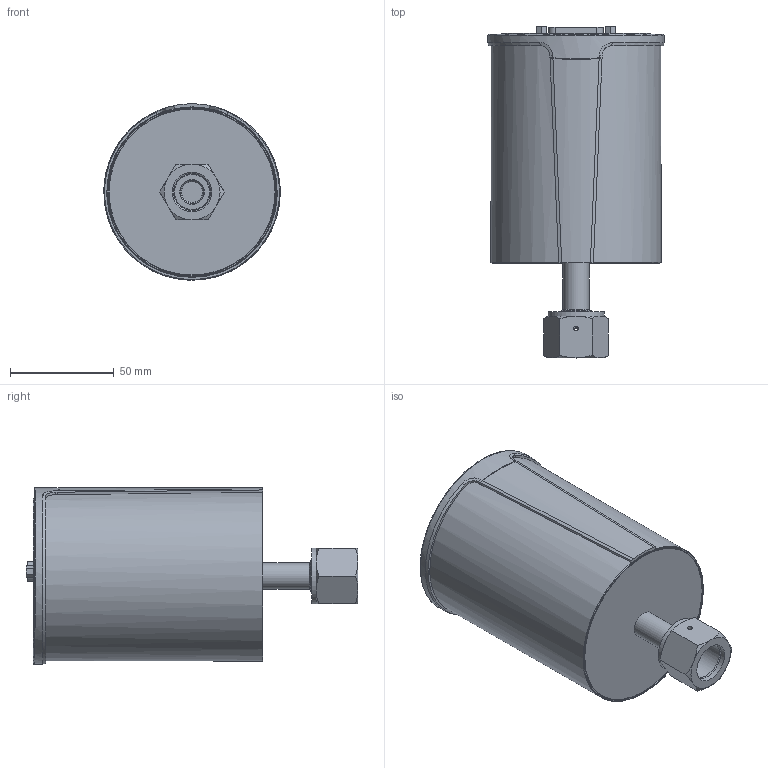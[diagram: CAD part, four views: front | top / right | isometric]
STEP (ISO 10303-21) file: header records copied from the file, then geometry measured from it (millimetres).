
FILE_DESCRIPTION(/* description */ (''),/* implementation_level */ '2;1');
FILE_NAME(/* name */ 'MCDG100Dhs_8VCR_ECAT_II.stp',/* time_stamp */ '2018-09-27T15:36:28+02:00',/* author */ ('STUJ'),/* organization */ (''),/* preprocessor_version */ 'ST-DEVELOPER v17',/* originating_system */ 'Autodesk Inventor 2018',/* authorisation */ '');
FILE_SCHEMA (('AUTOMOTIVE_DESIGN { 1 0 10303 214 3 1 1 }'));
Length unit declared in the file: millimetre
Products named in the file (1): Bauteil1
Bounding box: 84.96 x 159.97 x 85 mm (x, y, z)
Volume: 598218.8 mm3; surface area: 53000.8 mm2
Topology: 1 solids, 1 shells, 1039 faces, 2926 edges, 1895 vertices
Faces by surface type: plane 570, cylinder 356, bspline 41, sphere 32, cone 22, torus 18
Full cylindrical faces by diameter (mm): 1 x15, 1.5 x2, 2.156 x2, 2.286 x2, 3 x3, 3.2 x4, 3.5 x2, 6.2 x2, 10.16 x1, 12.7 x1, 14.46 x1, 15.494 x1, 17.78 x1, 19.05 x1, 26.988 x1, 80 x1, 80.83 x1, 82.2 x1, 85 x1
Entity records: 36326 total; most frequent: CARTESIAN_POINT 8082, ORIENTED_EDGE 5778, DIRECTION 5551, EDGE_CURVE 2889, LINE 1889, VECTOR 1889, VERTEX_POINT 1861, AXIS2_PLACEMENT_3D 1831
